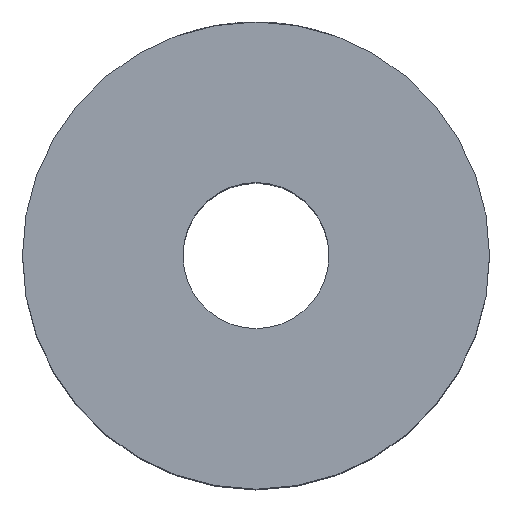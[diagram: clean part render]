
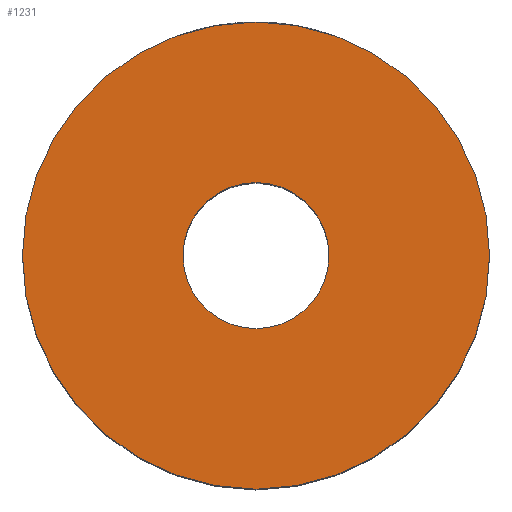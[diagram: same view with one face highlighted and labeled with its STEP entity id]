
A CAD part, top view. The second image highlights one B-rep face of the part: STEP entity #1231.
In plain terms, the highlighted planar face has unit normal (0, 0, 1).
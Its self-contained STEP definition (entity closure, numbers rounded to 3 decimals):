
#215 = DIRECTION ( 'NONE',  ( 1., 0., 0. ) ) ;
#568 = CARTESIAN_POINT ( 'NONE',  ( 2.5, 0., 14.5 ) ) ;
#641 = EDGE_CURVE ( 'NONE', #1236, #5182, #1965, .T. ) ;
#877 = CARTESIAN_POINT ( 'NONE',  ( 0., 0., 14.5 ) ) ;
#998 = FACE_BOUND ( 'NONE', #1045, .T. ) ;
#1045 = EDGE_LOOP ( 'NONE', ( #1918, #4309 ) ) ;
#1109 = CARTESIAN_POINT ( 'NONE',  ( -2.5, 0., 14.5 ) ) ;
#1196 = CARTESIAN_POINT ( 'NONE',  ( -8., 0., 14.5 ) ) ;
#1231 = ADVANCED_FACE ( 'NONE', ( #998, #3824 ), #5057, .F. ) ;
#1236 = VERTEX_POINT ( 'NONE', #568 ) ;
#1483 = EDGE_CURVE ( 'NONE', #5182, #1236, #1888, .T. ) ;
#1492 = EDGE_CURVE ( 'NONE', #3658, #4537, #3123, .T. ) ;
#1524 = DIRECTION ( 'NONE',  ( 0., 0., 1. ) ) ;
#1576 = DIRECTION ( 'NONE',  ( 1., 0., 0. ) ) ;
#1710 = ORIENTED_EDGE ( 'NONE', *, *, #3933, .T. ) ;
#1713 = AXIS2_PLACEMENT_3D ( 'NONE', #5144, #2985, #1747 ) ;
#1747 = DIRECTION ( 'NONE',  ( -1., 0., 0. ) ) ;
#1888 = CIRCLE ( 'NONE', #4357, 2.5 ) ;
#1918 = ORIENTED_EDGE ( 'NONE', *, *, #1483, .F. ) ;
#1965 = CIRCLE ( 'NONE', #4583, 2.5 ) ;
#1983 = AXIS2_PLACEMENT_3D ( 'NONE', #4759, #2673, #4359 ) ;
#2247 = DIRECTION ( 'NONE',  ( 1., 0., 0. ) ) ;
#2673 = DIRECTION ( 'NONE',  ( 0., 0., 1. ) ) ;
#2985 = DIRECTION ( 'NONE',  ( 0., 0., -1. ) ) ;
#3123 = CIRCLE ( 'NONE', #1983, 8. ) ;
#3345 = CARTESIAN_POINT ( 'NONE',  ( 8., 0., 14.5 ) ) ;
#3658 = VERTEX_POINT ( 'NONE', #1196 ) ;
#3748 = AXIS2_PLACEMENT_3D ( 'NONE', #5224, #4389, #2247 ) ;
#3824 = FACE_OUTER_BOUND ( 'NONE', #4329, .T. ) ;
#3933 = EDGE_CURVE ( 'NONE', #4537, #3658, #4385, .T. ) ;
#4205 = DIRECTION ( 'NONE',  ( 0., 0., 1. ) ) ;
#4309 = ORIENTED_EDGE ( 'NONE', *, *, #641, .F. ) ;
#4329 = EDGE_LOOP ( 'NONE', ( #1710, #5322 ) ) ;
#4357 = AXIS2_PLACEMENT_3D ( 'NONE', #5268, #1524, #215 ) ;
#4359 = DIRECTION ( 'NONE',  ( 1., 0., 0. ) ) ;
#4385 = CIRCLE ( 'NONE', #3748, 8. ) ;
#4389 = DIRECTION ( 'NONE',  ( 0., 0., 1. ) ) ;
#4537 = VERTEX_POINT ( 'NONE', #3345 ) ;
#4583 = AXIS2_PLACEMENT_3D ( 'NONE', #877, #4205, #1576 ) ;
#4759 = CARTESIAN_POINT ( 'NONE',  ( 0., 0., 14.5 ) ) ;
#5057 = PLANE ( 'NONE',  #1713 ) ;
#5144 = CARTESIAN_POINT ( 'NONE',  ( -8., 0., 14.5 ) ) ;
#5182 = VERTEX_POINT ( 'NONE', #1109 ) ;
#5224 = CARTESIAN_POINT ( 'NONE',  ( 0., 0., 14.5 ) ) ;
#5268 = CARTESIAN_POINT ( 'NONE',  ( 0., 0., 14.5 ) ) ;
#5322 = ORIENTED_EDGE ( 'NONE', *, *, #1492, .T. ) ;
